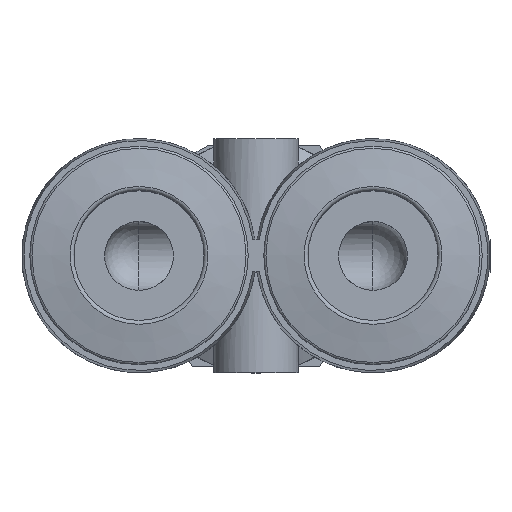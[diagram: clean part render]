
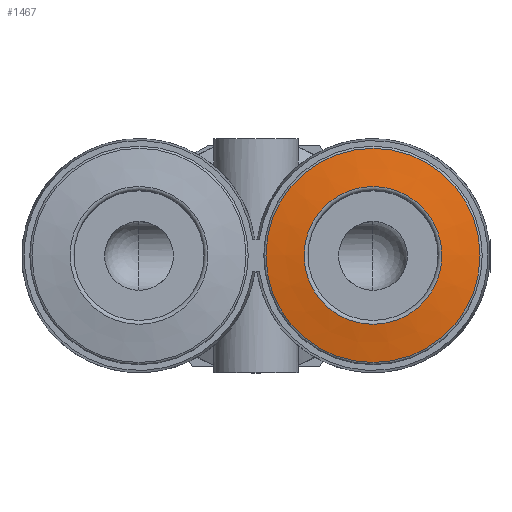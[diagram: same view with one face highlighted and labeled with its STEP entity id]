
A CAD part, top view. The second image highlights one B-rep face of the part: STEP entity #1467.
In plain terms, the highlighted conical face has half-angle 80 degrees and reference radius 8.235 mm.
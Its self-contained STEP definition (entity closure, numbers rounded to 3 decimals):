
#236=CONICAL_SURFACE('',#1635,8.235,1.396);
#416=ORIENTED_EDGE('',*,*,#771,.F.);
#417=ORIENTED_EDGE('',*,*,#770,.T.);
#770=EDGE_CURVE('',#952,#952,#1063,.T.);
#771=EDGE_CURVE('',#953,#953,#1064,.T.);
#952=VERTEX_POINT('',#2585);
#953=VERTEX_POINT('',#2588);
#1063=CIRCLE('',#1634,8.235);
#1064=CIRCLE('',#1636,5.3);
#1160=EDGE_LOOP('',(#416));
#1161=EDGE_LOOP('',(#417));
#1309=FACE_BOUND('',#1160,.T.);
#1310=FACE_BOUND('',#1161,.T.);
#1467=ADVANCED_FACE('',(#1309,#1310),#236,.T.);
#1634=AXIS2_PLACEMENT_3D('',#2584,#1935,#1936);
#1635=AXIS2_PLACEMENT_3D('',#2586,#1937,#1938);
#1636=AXIS2_PLACEMENT_3D('',#2587,#1939,#1940);
#1935=DIRECTION('',(0.,0.,1.));
#1936=DIRECTION('',(1.,0.,0.));
#1937=DIRECTION('',(0.,0.,-1.));
#1938=DIRECTION('',(-1.,0.,0.));
#1939=DIRECTION('',(0.,0.,1.));
#1940=DIRECTION('',(1.,0.,0.));
#2584=CARTESIAN_POINT('',(9.,0.,19.183));
#2585=CARTESIAN_POINT('',(17.235,0.,19.183));
#2586=CARTESIAN_POINT('',(9.,0.,19.183));
#2587=CARTESIAN_POINT('',(9.,0.,19.7));
#2588=CARTESIAN_POINT('',(14.3,0.,19.7));
